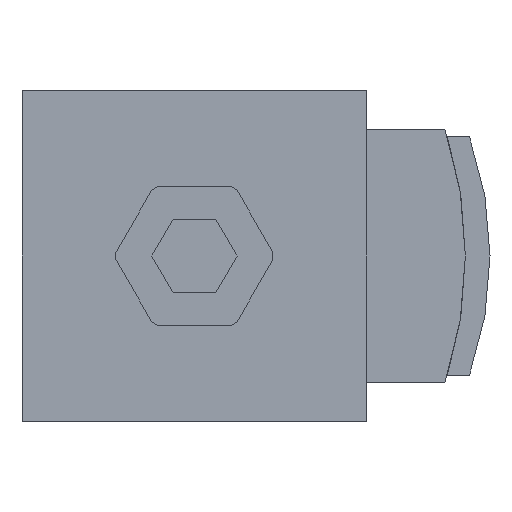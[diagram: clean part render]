
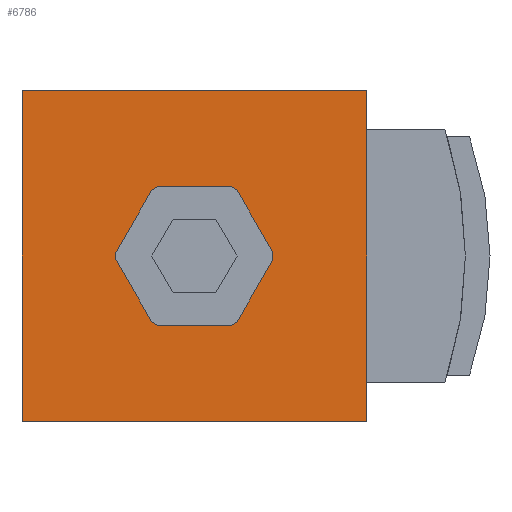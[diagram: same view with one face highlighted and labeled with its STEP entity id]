
A CAD part, front view. The second image highlights one B-rep face of the part: STEP entity #6786.
In plain terms, the highlighted planar face has unit normal (0, -1, 0).
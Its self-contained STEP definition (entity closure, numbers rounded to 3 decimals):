
#116=PLANE('',#7134);
#307=LINE('',#8923,#896);
#413=LINE('',#9145,#1002);
#428=LINE('',#9183,#1017);
#473=LINE('',#9333,#1062);
#586=LINE('',#9625,#1175);
#587=LINE('',#9628,#1176);
#588=LINE('',#9630,#1177);
#589=LINE('',#9632,#1178);
#590=LINE('',#9634,#1179);
#591=LINE('',#9636,#1180);
#592=LINE('',#9638,#1181);
#593=LINE('',#9640,#1182);
#594=LINE('',#9642,#1183);
#595=LINE('',#9644,#1184);
#596=LINE('',#9646,#1185);
#597=LINE('',#9648,#1186);
#896=VECTOR('',#7467,1000.);
#1002=VECTOR('',#7639,1000.);
#1017=VECTOR('',#7668,1000.);
#1062=VECTOR('',#7773,1000.);
#1175=VECTOR('',#7994,1000.);
#1176=VECTOR('',#7995,1000.);
#1177=VECTOR('',#7996,1000.);
#1178=VECTOR('',#7997,1000.);
#1179=VECTOR('',#7998,1000.);
#1180=VECTOR('',#7999,1000.);
#1181=VECTOR('',#8000,1000.);
#1182=VECTOR('',#8001,1000.);
#1183=VECTOR('',#8002,1000.);
#1184=VECTOR('',#8003,1000.);
#1185=VECTOR('',#8004,1000.);
#1186=VECTOR('',#8005,1000.);
#1987=ORIENTED_EDGE('',*,*,#2959,.F.);
#1988=ORIENTED_EDGE('',*,*,#3073,.F.);
#1989=ORIENTED_EDGE('',*,*,#3160,.F.);
#1990=ORIENTED_EDGE('',*,*,#3093,.F.);
#1991=ORIENTED_EDGE('',*,*,#3307,.F.);
#1992=ORIENTED_EDGE('',*,*,#3308,.F.);
#1993=ORIENTED_EDGE('',*,*,#3309,.F.);
#1994=ORIENTED_EDGE('',*,*,#3310,.F.);
#1995=ORIENTED_EDGE('',*,*,#3311,.F.);
#1996=ORIENTED_EDGE('',*,*,#3312,.F.);
#1997=ORIENTED_EDGE('',*,*,#3313,.F.);
#1998=ORIENTED_EDGE('',*,*,#3314,.F.);
#1999=ORIENTED_EDGE('',*,*,#3315,.F.);
#2000=ORIENTED_EDGE('',*,*,#3316,.F.);
#2001=ORIENTED_EDGE('',*,*,#3317,.F.);
#2002=ORIENTED_EDGE('',*,*,#3318,.F.);
#2959=EDGE_CURVE('',#3681,#3682,#307,.T.);
#3073=EDGE_CURVE('',#3764,#3681,#413,.T.);
#3093=EDGE_CURVE('',#3682,#3781,#428,.T.);
#3160=EDGE_CURVE('',#3781,#3764,#473,.T.);
#3307=EDGE_CURVE('',#3963,#3964,#586,.T.);
#3308=EDGE_CURVE('',#3965,#3963,#587,.T.);
#3309=EDGE_CURVE('',#3966,#3965,#588,.T.);
#3310=EDGE_CURVE('',#3967,#3966,#589,.T.);
#3311=EDGE_CURVE('',#3968,#3967,#590,.T.);
#3312=EDGE_CURVE('',#3969,#3968,#591,.T.);
#3313=EDGE_CURVE('',#3970,#3969,#592,.T.);
#3314=EDGE_CURVE('',#3971,#3970,#593,.T.);
#3315=EDGE_CURVE('',#3972,#3971,#594,.T.);
#3316=EDGE_CURVE('',#3973,#3972,#595,.T.);
#3317=EDGE_CURVE('',#3974,#3973,#596,.T.);
#3318=EDGE_CURVE('',#3964,#3974,#597,.T.);
#3681=VERTEX_POINT('',#8922);
#3682=VERTEX_POINT('',#8924);
#3764=VERTEX_POINT('',#9144);
#3781=VERTEX_POINT('',#9184);
#3963=VERTEX_POINT('',#9626);
#3964=VERTEX_POINT('',#9627);
#3965=VERTEX_POINT('',#9629);
#3966=VERTEX_POINT('',#9631);
#3967=VERTEX_POINT('',#9633);
#3968=VERTEX_POINT('',#9635);
#3969=VERTEX_POINT('',#9637);
#3970=VERTEX_POINT('',#9639);
#3971=VERTEX_POINT('',#9641);
#3972=VERTEX_POINT('',#9643);
#3973=VERTEX_POINT('',#9645);
#3974=VERTEX_POINT('',#9647);
#4310=EDGE_LOOP('',(#1987,#1988,#1989,#1990));
#4311=EDGE_LOOP('',(#1991,#1992,#1993,#1994,#1995,#1996,#1997,#1998,#1999,
#2000,#2001,#2002));
#4615=FACE_BOUND('',#4310,.T.);
#4616=FACE_BOUND('',#4311,.T.);
#6786=ADVANCED_FACE('',(#4615,#4616),#116,.F.);
#7134=AXIS2_PLACEMENT_3D('',#9624,#7992,#7993);
#7467=DIRECTION('',(0.,0.,1.));
#7639=DIRECTION('',(-1.,0.,0.));
#7668=DIRECTION('',(1.,0.,0.));
#7773=DIRECTION('',(0.,0.,-1.));
#7992=DIRECTION('',(0.,1.,0.));
#7993=DIRECTION('',(0.,0.,1.));
#7994=DIRECTION('',(0.,0.,-1.));
#7995=DIRECTION('',(-0.5,0.,-0.866));
#7996=DIRECTION('',(-0.866,0.,-0.5));
#7997=DIRECTION('',(-1.,0.,0.));
#7998=DIRECTION('',(-0.866,0.,0.5));
#7999=DIRECTION('',(-0.5,0.,0.866));
#8000=DIRECTION('',(0.,0.,1.));
#8001=DIRECTION('',(0.5,0.,0.866));
#8002=DIRECTION('',(0.866,0.,0.5));
#8003=DIRECTION('',(1.,0.,0.));
#8004=DIRECTION('',(0.866,0.,-0.5));
#8005=DIRECTION('',(0.5,0.,-0.866));
#8922=CARTESIAN_POINT('',(-21.,-31.5,-20.1));
#8923=CARTESIAN_POINT('',(-21.,-31.5,-20.1));
#8924=CARTESIAN_POINT('',(-21.,-31.5,20.1));
#9144=CARTESIAN_POINT('',(21.,-31.5,-20.1));
#9145=CARTESIAN_POINT('',(21.,-31.5,-20.1));
#9183=CARTESIAN_POINT('',(-21.,-31.5,20.1));
#9184=CARTESIAN_POINT('',(21.,-31.5,20.1));
#9333=CARTESIAN_POINT('',(21.,-31.5,20.1));
#9624=CARTESIAN_POINT('',(0.,-31.5,0.));
#9625=CARTESIAN_POINT('',(-9.565,-31.5,0.));
#9626=CARTESIAN_POINT('',(-9.565,-31.5,0.433));
#9627=CARTESIAN_POINT('',(-9.565,-31.5,-0.433));
#9628=CARTESIAN_POINT('',(-7.361,-31.5,4.25));
#9629=CARTESIAN_POINT('',(-5.157,-31.5,8.067));
#9630=CARTESIAN_POINT('',(-4.782,-31.5,8.283));
#9631=CARTESIAN_POINT('',(-4.407,-31.5,8.5));
#9632=CARTESIAN_POINT('',(0.,-31.5,8.5));
#9633=CARTESIAN_POINT('',(4.407,-31.5,8.5));
#9634=CARTESIAN_POINT('',(4.782,-31.5,8.283));
#9635=CARTESIAN_POINT('',(5.157,-31.5,8.067));
#9636=CARTESIAN_POINT('',(7.361,-31.5,4.25));
#9637=CARTESIAN_POINT('',(9.565,-31.5,0.433));
#9638=CARTESIAN_POINT('',(9.565,-31.5,0.));
#9639=CARTESIAN_POINT('',(9.565,-31.5,-0.433));
#9640=CARTESIAN_POINT('',(7.361,-31.5,-4.25));
#9641=CARTESIAN_POINT('',(5.157,-31.5,-8.067));
#9642=CARTESIAN_POINT('',(4.782,-31.5,-8.283));
#9643=CARTESIAN_POINT('',(4.407,-31.5,-8.5));
#9644=CARTESIAN_POINT('',(0.,-31.5,-8.5));
#9645=CARTESIAN_POINT('',(-4.407,-31.5,-8.5));
#9646=CARTESIAN_POINT('',(-4.782,-31.5,-8.283));
#9647=CARTESIAN_POINT('',(-5.157,-31.5,-8.067));
#9648=CARTESIAN_POINT('',(-7.361,-31.5,-4.25));
